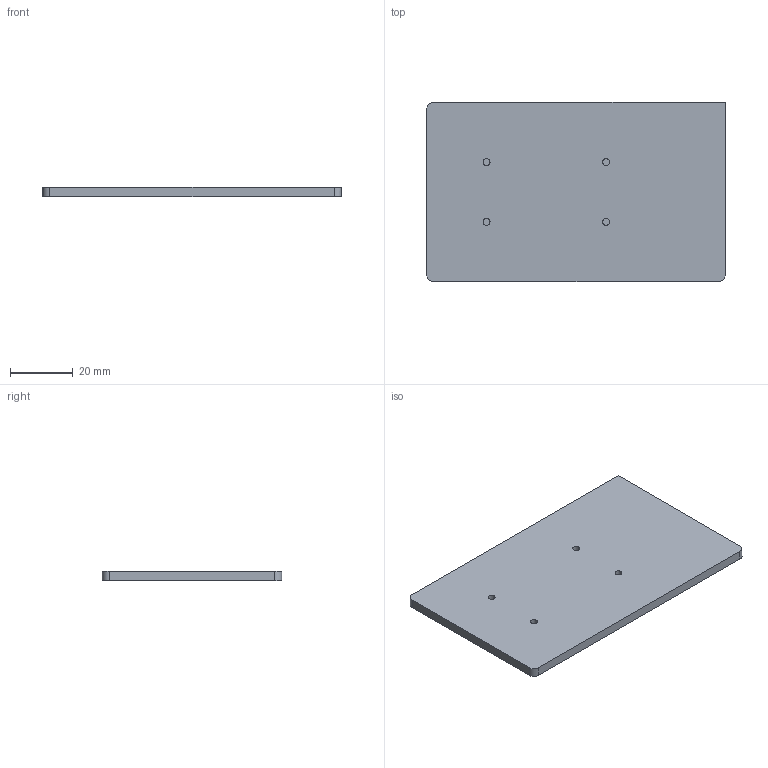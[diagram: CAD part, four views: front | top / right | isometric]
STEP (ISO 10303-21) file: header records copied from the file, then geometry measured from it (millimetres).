
FILE_DESCRIPTION(/* description */ (''),/* implementation_level */ '2;1');
FILE_NAME(/* name */ 'Bottom.step',/* time_stamp */ '2023-11-04T20:50:47+08:00',/* author */ (''),/* organization */ (''),/* preprocessor_version */ 'ST-DEVELOPER v20',/* originating_system */ 'Autodesk Translation Framework v12.14.0.127',/* authorisation */ '');
FILE_SCHEMA (('AUTOMOTIVE_DESIGN { 1 0 10303 214 3 1 1 }'));
Length unit declared in the file: millimetre
Products named in the file (1): Bottom
Bounding box: 95.09 x 57.15 x 3 mm (x, y, z)
Volume: 16251.3 mm3; surface area: 11844.9 mm2
Topology: 1 solids, 1 shells, 17 faces, 36 edges, 25 vertices
Faces by surface type: plane 10, cylinder 7
Full cylindrical faces by diameter (mm): 2.2 x4
Entity records: 504 total; most frequent: DIRECTION 89, CARTESIAN_POINT 79, ORIENTED_EDGE 72, EDGE_CURVE 36, AXIS2_PLACEMENT_3D 35, VERTEX_POINT 25, EDGE_LOOP 21, LINE 19
